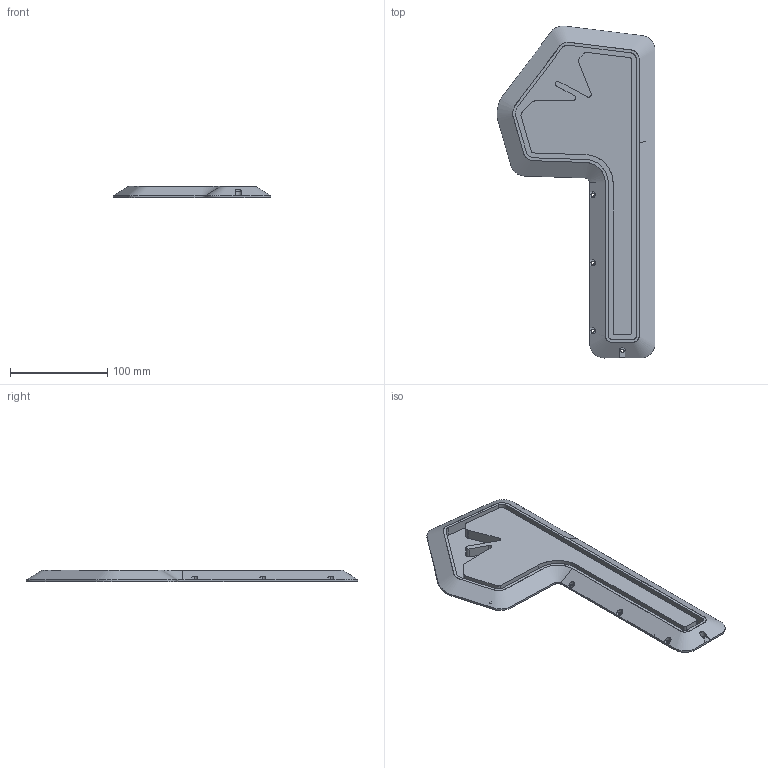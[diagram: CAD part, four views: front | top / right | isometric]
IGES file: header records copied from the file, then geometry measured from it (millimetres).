
Start section: SolidWorks IGES file using analytic representation for surfaces
Global section: file name: S-14-0215-01.IGS; native system: SolidWorks 2013; preprocessor: SolidWorks 2013; author: BCL; date: 160114.170454; units: millimetre
Bounding box: 162.31 x 341.52 x 12 mm (x, y, z)
Surface area: 111136.9 mm2 (no closed solid volume)
Topology: 0 solids, 0 shells, 196 faces, 2648 edges, 2636 vertices
Faces by surface type: revolution 109, bspline 87
